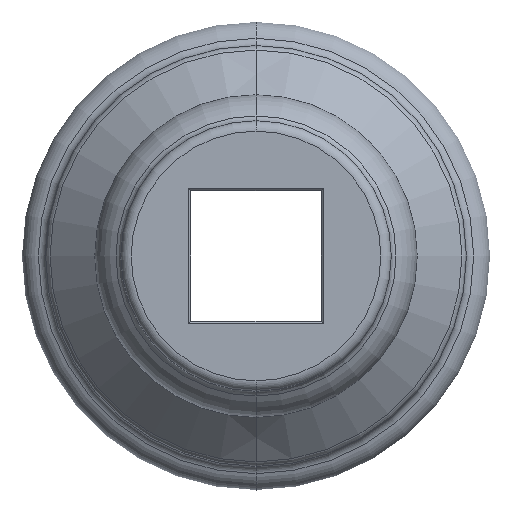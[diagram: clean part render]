
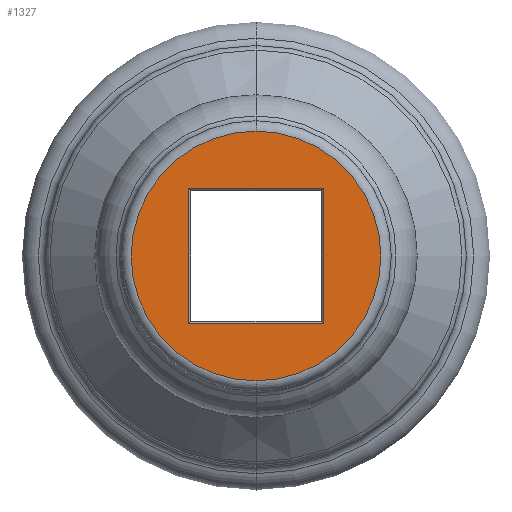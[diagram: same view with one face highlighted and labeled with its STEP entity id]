
A CAD part, front view. The second image highlights one B-rep face of the part: STEP entity #1327.
In plain terms, the highlighted planar face has unit normal (0, -1, 0).
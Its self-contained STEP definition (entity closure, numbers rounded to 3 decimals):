
#18 = AXIS2_PLACEMENT_3D ( 'NONE', #788, #1520, #900 ) ;
#20 = VERTEX_POINT ( 'NONE', #1235 ) ;
#22 = LINE ( 'NONE', #232, #1019 ) ;
#32 = CARTESIAN_POINT ( 'NONE',  ( 0., -33.5, 0. ) ) ;
#36 = VERTEX_POINT ( 'NONE', #1029 ) ;
#73 = DIRECTION ( 'NONE',  ( 0., 0., -1. ) ) ;
#77 = FACE_BOUND ( 'NONE', #564, .T. ) ;
#86 = DIRECTION ( 'NONE',  ( 0., -1., 0. ) ) ;
#107 = ORIENTED_EDGE ( 'NONE', *, *, #1530, .T. ) ;
#136 = ORIENTED_EDGE ( 'NONE', *, *, #814, .T. ) ;
#183 = PLANE ( 'NONE',  #926 ) ;
#224 = DIRECTION ( 'NONE',  ( -1., 0., 0. ) ) ;
#232 = CARTESIAN_POINT ( 'NONE',  ( -6.25, -33.5, -6.5 ) ) ;
#275 = EDGE_CURVE ( 'NONE', #1460, #1167, #551, .T. ) ;
#318 = CARTESIAN_POINT ( 'NONE',  ( 6.5, -33.5, -6.5 ) ) ;
#372 = LINE ( 'NONE', #1451, #1295 ) ;
#387 = CARTESIAN_POINT ( 'NONE',  ( -6.5, -33.5, 6.25 ) ) ;
#447 = VERTEX_POINT ( 'NONE', #1043 ) ;
#480 = VECTOR ( 'NONE', #761, 1000. ) ;
#545 = EDGE_LOOP ( 'NONE', ( #593, #107 ) ) ;
#551 = CIRCLE ( 'NONE', #654, 12. ) ;
#564 = EDGE_LOOP ( 'NONE', ( #136, #1100, #1505, #1153 ) ) ;
#573 = EDGE_CURVE ( 'NONE', #20, #36, #1122, .T. ) ;
#590 = DIRECTION ( 'NONE',  ( 0., 0., -1. ) ) ;
#593 = ORIENTED_EDGE ( 'NONE', *, *, #275, .T. ) ;
#654 = AXIS2_PLACEMENT_3D ( 'NONE', #32, #86, #73 ) ;
#752 = CARTESIAN_POINT ( 'NONE',  ( 6.25, -33.5, 6.5 ) ) ;
#759 = VERTEX_POINT ( 'NONE', #318 ) ;
#761 = DIRECTION ( 'NONE',  ( 1., 0., 0. ) ) ;
#788 = CARTESIAN_POINT ( 'NONE',  ( 0., -33.5, 0. ) ) ;
#814 = EDGE_CURVE ( 'NONE', #759, #447, #22, .T. ) ;
#900 = DIRECTION ( 'NONE',  ( 0., 0., -1. ) ) ;
#926 = AXIS2_PLACEMENT_3D ( 'NONE', #1385, #1299, #590 ) ;
#1019 = VECTOR ( 'NONE', #224, 1000. ) ;
#1029 = CARTESIAN_POINT ( 'NONE',  ( 6.5, -33.5, 6.5 ) ) ;
#1043 = CARTESIAN_POINT ( 'NONE',  ( -6.5, -33.5, -6.5 ) ) ;
#1063 = EDGE_CURVE ( 'NONE', #36, #759, #372, .T. ) ;
#1100 = ORIENTED_EDGE ( 'NONE', *, *, #1488, .T. ) ;
#1114 = CARTESIAN_POINT ( 'NONE',  ( 0., -33.5, -12. ) ) ;
#1122 = LINE ( 'NONE', #752, #480 ) ;
#1153 = ORIENTED_EDGE ( 'NONE', *, *, #1063, .T. ) ;
#1167 = VERTEX_POINT ( 'NONE', #1196 ) ;
#1176 = VECTOR ( 'NONE', #1428, 1000. ) ;
#1196 = CARTESIAN_POINT ( 'NONE',  ( 0., -33.5, 12. ) ) ;
#1235 = CARTESIAN_POINT ( 'NONE',  ( -6.5, -33.5, 6.5 ) ) ;
#1295 = VECTOR ( 'NONE', #1358, 1000. ) ;
#1299 = DIRECTION ( 'NONE',  ( 0., -1., 0. ) ) ;
#1327 = ADVANCED_FACE ( 'NONE', ( #77, #1377 ), #183, .T. ) ;
#1358 = DIRECTION ( 'NONE',  ( 0., 0., -1. ) ) ;
#1376 = CIRCLE ( 'NONE', #18, 12. ) ;
#1377 = FACE_OUTER_BOUND ( 'NONE', #545, .T. ) ;
#1385 = CARTESIAN_POINT ( 'NONE',  ( 0., -33.5, 0. ) ) ;
#1428 = DIRECTION ( 'NONE',  ( 0., 0., 1. ) ) ;
#1437 = LINE ( 'NONE', #387, #1176 ) ;
#1451 = CARTESIAN_POINT ( 'NONE',  ( 6.5, -33.5, -6.25 ) ) ;
#1460 = VERTEX_POINT ( 'NONE', #1114 ) ;
#1488 = EDGE_CURVE ( 'NONE', #447, #20, #1437, .T. ) ;
#1505 = ORIENTED_EDGE ( 'NONE', *, *, #573, .T. ) ;
#1520 = DIRECTION ( 'NONE',  ( 0., -1., 0. ) ) ;
#1530 = EDGE_CURVE ( 'NONE', #1167, #1460, #1376, .T. ) ;
